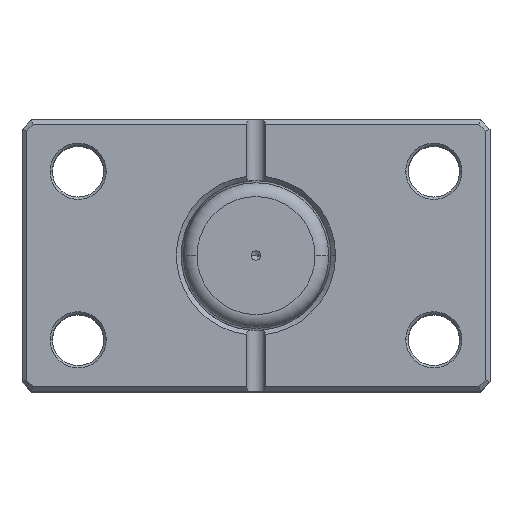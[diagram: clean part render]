
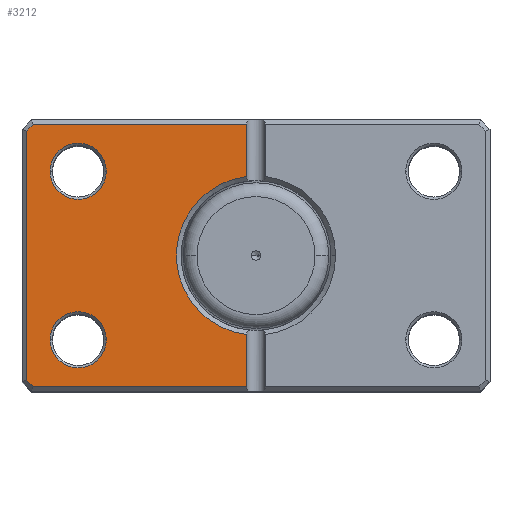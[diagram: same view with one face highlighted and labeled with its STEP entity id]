
A CAD part, top view. The second image highlights one B-rep face of the part: STEP entity #3212.
In plain terms, the highlighted face is planar.
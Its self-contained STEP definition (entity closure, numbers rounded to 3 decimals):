
#45 = LINE ( 'NONE', #5519, #6298 ) ;
#171 = AXIS2_PLACEMENT_3D ( 'NONE', #1390, #4994, #1908 ) ;
#182 = AXIS2_PLACEMENT_3D ( 'NONE', #1366, #4974, #1881 ) ;
#189 = AXIS2_PLACEMENT_3D ( 'NONE', #6367, #3439, #299 ) ;
#299 = DIRECTION ( 'NONE',  ( 1., 0., 0. ) ) ;
#307 = CARTESIAN_POINT ( 'NONE',  ( 47.586, 28., 0. ) ) ;
#358 = CARTESIAN_POINT ( 'NONE',  ( 32., -18., 0. ) ) ;
#364 = DIRECTION ( 'NONE',  ( -0.707, -0.707, 0. ) ) ;
#491 = CARTESIAN_POINT ( 'NONE',  ( 38., -18., 0. ) ) ;
#524 = DIRECTION ( 'NONE',  ( 1., 0., 0. ) ) ;
#593 = CARTESIAN_POINT ( 'NONE',  ( 47.586, -28., 0. ) ) ;
#781 = AXIS2_PLACEMENT_3D ( 'NONE', #491, #4149, #1031 ) ;
#860 = VERTEX_POINT ( 'NONE', #5278 ) ;
#882 = CARTESIAN_POINT ( 'NONE',  ( 49., 0., 0. ) ) ;
#905 = DIRECTION ( 'NONE',  ( -1., 0., 0. ) ) ;
#949 = CARTESIAN_POINT ( 'NONE',  ( 44., -18., 0. ) ) ;
#966 = VERTEX_POINT ( 'NONE', #4276 ) ;
#1031 = DIRECTION ( 'NONE',  ( 1., 0., 0. ) ) ;
#1035 = EDGE_LOOP ( 'NONE', ( #3316, #5309 ) ) ;
#1036 = AXIS2_PLACEMENT_3D ( 'NONE', #6509, #5158, #2072 ) ;
#1082 = LINE ( 'NONE', #882, #3690 ) ;
#1110 = ORIENTED_EDGE ( 'NONE', *, *, #4527, .T. ) ;
#1173 = CARTESIAN_POINT ( 'NONE',  ( 49., 26.586, 0. ) ) ;
#1254 = CIRCLE ( 'NONE', #171, 17. ) ;
#1290 = VERTEX_POINT ( 'NONE', #4268 ) ;
#1366 = CARTESIAN_POINT ( 'NONE',  ( 38., 18., 0. ) ) ;
#1390 = CARTESIAN_POINT ( 'NONE',  ( 0., 0., 0. ) ) ;
#1409 = DIRECTION ( 'NONE',  ( 0., -1., 0. ) ) ;
#1416 = LINE ( 'NONE', #5963, #2475 ) ;
#1578 = CIRCLE ( 'NONE', #189, 6. ) ;
#1626 = DIRECTION ( 'NONE',  ( 0., 0., 1. ) ) ;
#1675 = ORIENTED_EDGE ( 'NONE', *, *, #4543, .T. ) ;
#1728 = FACE_OUTER_BOUND ( 'NONE', #5839, .T. ) ;
#1802 = AXIS2_PLACEMENT_3D ( 'NONE', #6549, #1626, #524 ) ;
#1809 = VERTEX_POINT ( 'NONE', #5514 ) ;
#1821 = CIRCLE ( 'NONE', #781, 6. ) ;
#1881 = DIRECTION ( 'NONE',  ( 1., 0., 0. ) ) ;
#1908 = DIRECTION ( 'NONE',  ( 1., 0., 0. ) ) ;
#1929 = CARTESIAN_POINT ( 'NONE',  ( 0., -28., 0. ) ) ;
#2014 = ORIENTED_EDGE ( 'NONE', *, *, #2198, .T. ) ;
#2072 = DIRECTION ( 'NONE',  ( 1., 0., 0. ) ) ;
#2198 = EDGE_CURVE ( 'NONE', #3963, #1809, #3870, .T. ) ;
#2409 = DIRECTION ( 'NONE',  ( 0., 1., 0. ) ) ;
#2434 = DIRECTION ( 'NONE',  ( 0., 1., 0. ) ) ;
#2475 = VECTOR ( 'NONE', #6403, 1000. ) ;
#2579 = ORIENTED_EDGE ( 'NONE', *, *, #4576, .T. ) ;
#2644 = LINE ( 'NONE', #3985, #5211 ) ;
#2814 = CIRCLE ( 'NONE', #182, 6. ) ;
#2911 = VERTEX_POINT ( 'NONE', #949 ) ;
#2924 = CARTESIAN_POINT ( 'NONE',  ( 32., 18., 0. ) ) ;
#3055 = CARTESIAN_POINT ( 'NONE',  ( 2., 28., 0. ) ) ;
#3058 = ORIENTED_EDGE ( 'NONE', *, *, #4512, .T. ) ;
#3083 = VERTEX_POINT ( 'NONE', #1173 ) ;
#3115 = FACE_BOUND ( 'NONE', #5093, .T. ) ;
#3212 = ADVANCED_FACE ( 'NONE', ( #5812, #3115, #1728 ), #4137, .F. ) ;
#3304 = VERTEX_POINT ( 'NONE', #593 ) ;
#3316 = ORIENTED_EDGE ( 'NONE', *, *, #3561, .T. ) ;
#3439 = DIRECTION ( 'NONE',  ( 0., 0., 1. ) ) ;
#3479 = ORIENTED_EDGE ( 'NONE', *, *, #4554, .T. ) ;
#3481 = DIRECTION ( 'NONE',  ( 0.707, -0.707, 0. ) ) ;
#3491 = VERTEX_POINT ( 'NONE', #358 ) ;
#3507 = CARTESIAN_POINT ( 'NONE',  ( 37.793, -37.793, 0. ) ) ;
#3532 = VECTOR ( 'NONE', #905, 1000. ) ;
#3561 = EDGE_CURVE ( 'NONE', #3491, #2911, #1821, .T. ) ;
#3690 = VECTOR ( 'NONE', #1409, 1000. ) ;
#3722 = VERTEX_POINT ( 'NONE', #5051 ) ;
#3752 = VERTEX_POINT ( 'NONE', #3055 ) ;
#3860 = LINE ( 'NONE', #1929, #3532 ) ;
#3870 = CIRCLE ( 'NONE', #1802, 6. ) ;
#3954 = CARTESIAN_POINT ( 'NONE',  ( 2., 29., 0. ) ) ;
#3963 = VERTEX_POINT ( 'NONE', #2924 ) ;
#3968 = VERTEX_POINT ( 'NONE', #307 ) ;
#3985 = CARTESIAN_POINT ( 'NONE',  ( 2., 29., 0. ) ) ;
#4019 = VECTOR ( 'NONE', #2409, 1000. ) ;
#4117 = ORIENTED_EDGE ( 'NONE', *, *, #4553, .T. ) ;
#4137 = PLANE ( 'NONE',  #1036 ) ;
#4149 = DIRECTION ( 'NONE',  ( 0., 0., 1. ) ) ;
#4268 = CARTESIAN_POINT ( 'NONE',  ( 2., 16.882, 0. ) ) ;
#4276 = CARTESIAN_POINT ( 'NONE',  ( 2., -28., 0. ) ) ;
#4501 = EDGE_CURVE ( 'NONE', #2911, #3491, #1578, .T. ) ;
#4512 = EDGE_CURVE ( 'NONE', #1809, #3963, #2814, .T. ) ;
#4524 = EDGE_CURVE ( 'NONE', #966, #860, #5373, .T. ) ;
#4527 = EDGE_CURVE ( 'NONE', #860, #1290, #1254, .T. ) ;
#4536 = EDGE_CURVE ( 'NONE', #1290, #3752, #2644, .T. ) ;
#4543 = EDGE_CURVE ( 'NONE', #3752, #3968, #1416, .T. ) ;
#4553 = EDGE_CURVE ( 'NONE', #3968, #3083, #45, .T. ) ;
#4554 = EDGE_CURVE ( 'NONE', #3083, #3722, #1082, .T. ) ;
#4567 = EDGE_CURVE ( 'NONE', #3722, #3304, #6159, .T. ) ;
#4576 = EDGE_CURVE ( 'NONE', #3304, #966, #3860, .T. ) ;
#4974 = DIRECTION ( 'NONE',  ( 0., 0., 1. ) ) ;
#4994 = DIRECTION ( 'NONE',  ( 0., 0., 1. ) ) ;
#5045 = VECTOR ( 'NONE', #364, 1000. ) ;
#5051 = CARTESIAN_POINT ( 'NONE',  ( 49., -26.586, 0. ) ) ;
#5093 = EDGE_LOOP ( 'NONE', ( #2014, #3058 ) ) ;
#5158 = DIRECTION ( 'NONE',  ( 0., 0., 1. ) ) ;
#5211 = VECTOR ( 'NONE', #2434, 1000. ) ;
#5278 = CARTESIAN_POINT ( 'NONE',  ( 2., -16.882, 0. ) ) ;
#5309 = ORIENTED_EDGE ( 'NONE', *, *, #4501, .T. ) ;
#5373 = LINE ( 'NONE', #3954, #4019 ) ;
#5514 = CARTESIAN_POINT ( 'NONE',  ( 44., 18., 0. ) ) ;
#5519 = CARTESIAN_POINT ( 'NONE',  ( 37.793, 37.793, 0. ) ) ;
#5698 = ORIENTED_EDGE ( 'NONE', *, *, #4524, .T. ) ;
#5812 = FACE_BOUND ( 'NONE', #1035, .T. ) ;
#5839 = EDGE_LOOP ( 'NONE', ( #5698, #1110, #6243, #1675, #4117, #3479, #5908, #2579 ) ) ;
#5908 = ORIENTED_EDGE ( 'NONE', *, *, #4567, .T. ) ;
#5963 = CARTESIAN_POINT ( 'NONE',  ( 0., 28., 0. ) ) ;
#6159 = LINE ( 'NONE', #3507, #5045 ) ;
#6243 = ORIENTED_EDGE ( 'NONE', *, *, #4536, .T. ) ;
#6298 = VECTOR ( 'NONE', #3481, 1000. ) ;
#6367 = CARTESIAN_POINT ( 'NONE',  ( 38., -18., 0. ) ) ;
#6403 = DIRECTION ( 'NONE',  ( 1., 0., 0. ) ) ;
#6509 = CARTESIAN_POINT ( 'NONE',  ( 0., 0., 0. ) ) ;
#6549 = CARTESIAN_POINT ( 'NONE',  ( 38., 18., 0. ) ) ;
